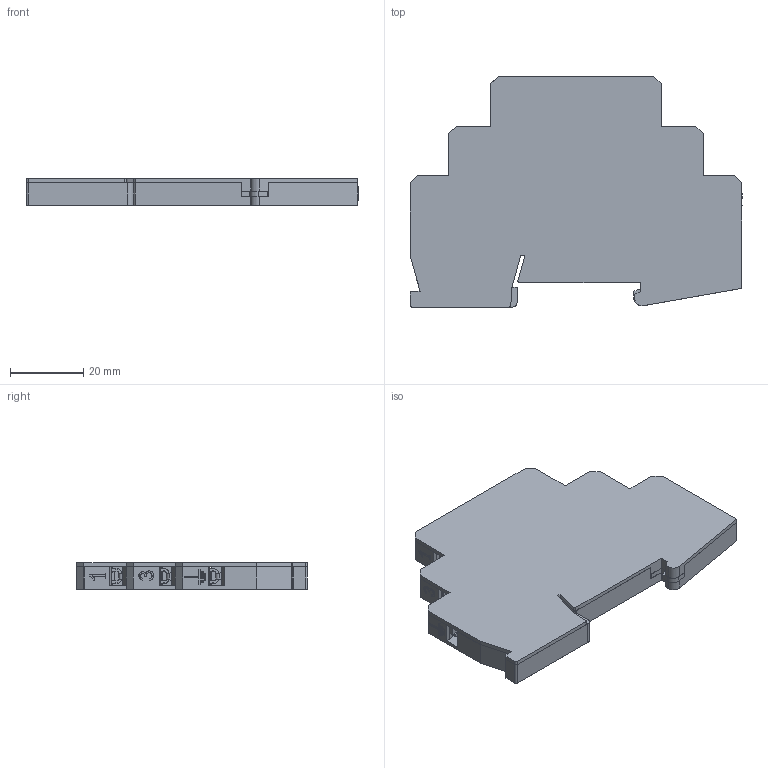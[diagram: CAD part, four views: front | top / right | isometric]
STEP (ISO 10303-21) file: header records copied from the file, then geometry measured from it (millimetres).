
FILE_DESCRIPTION (( 'STEP AP214' ), '1' );
FILE_NAME ('T3.STEP', '2017-08-29T07:48:10', ( '' ), ( '' ), 'SwSTEP 2.0', 'SolidWorks 2017', '' );
FILE_SCHEMA (( 'AUTOMOTIVE_DESIGN' ));
Length unit declared in the file: millimetre
Products named in the file (10): çàæèì; Êðûøêà_Ò3; 睯艜; ﾎ魵瑙韃_ﾒ3; T3; 栖闉霠蕻嶱瀅_蠍娕1蹊_24; êîíòàêò; çåìëÿ_T3; Äåòàëü4^ÃÈÑ 1ÁÑ_24
Assembly tree (20 placements, depth 3):
  T3
    ﾎ魵瑙韃_ﾒ3  x2
    çàæèì  x6
      çàæèì
      睯艜
    Äåòàëü4^ÃÈÑ 1ÁÑ_24
    Êðûøêà_Ò3
    栖闉霠蕻嶱瀅_蠍娕1蹊_24
      çåìëÿ_T3
      êîíòàêò  x6
Bounding box: 90.71 x 63.03 x 7.3 mm (x, y, z)
Volume: 20676.8 mm3; surface area: 41505.1 mm2
Topology: 23 solids, 23 shells, 1567 faces, 4045 edges, 2578 vertices
Faces by surface type: plane 1194, cylinder 266, bspline 55, torus 40, cone 12
Entity records: 22317 total; most frequent: CARTESIAN_POINT 5162, ORIENTED_EDGE 3336, DIRECTION 3096, EDGE_CURVE 1668, LINE 1360, VECTOR 1360, VERTEX_POINT 1086, AXIS2_PLACEMENT_3D 868
